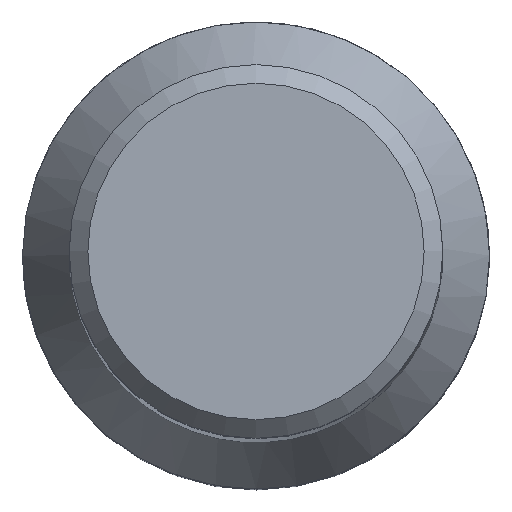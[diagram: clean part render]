
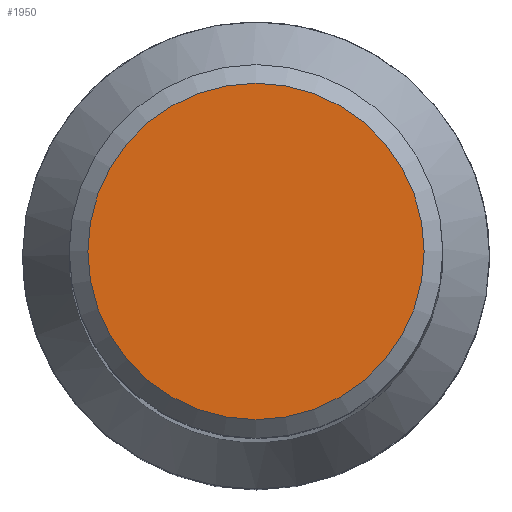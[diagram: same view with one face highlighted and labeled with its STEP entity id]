
A CAD part, top view. The second image highlights one B-rep face of the part: STEP entity #1950.
In plain terms, the highlighted free-form (B-spline) face has degree [1, 1] with [2, 2] control points.
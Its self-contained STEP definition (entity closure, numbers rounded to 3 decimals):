
#1480 = CARTESIAN_POINT ('', (-7.2, 0., 0.));
#1490 = VERTEX_POINT ('', #1480);
#1560 = CARTESIAN_POINT ('', (0., 0., 0.));
#1570 = DIRECTION ('', (0., 0., -1.));
#1580 = DIRECTION ('', (-1., 0., 0.));
#1590 = AXIS2_PLACEMENT_3D ('', #1560, #1570, #1580);
#1600 = CIRCLE ('', #1590, 7.2);
#1610 = EDGE_CURVE ('', #1490, #1490, #1600, .T.);
#1870 = ORIENTED_EDGE ('', *, *, #1610, .F.);
#1880 = EDGE_LOOP ('', (#1870));
#1890 = FACE_OUTER_BOUND ('', #1880, .T.);
#1900 = CARTESIAN_POINT ('', (7.2, -7.2, 0.));
#1910 = CARTESIAN_POINT ('', (-7.2, -7.2, 0.));
#1920 = CARTESIAN_POINT ('', (7.2, 7.2, 0.));
#1930 = CARTESIAN_POINT ('', (-7.2, 7.2, 0.));
#1940 = B_SPLINE_SURFACE_WITH_KNOTS ('', 1, 1, ((#1900, #1910), (#1920, #1930)), .UNSPECIFIED., .F., .F., .U., (2, 2), (2, 2), (0.045, 0.955), (0.045, 0.955), .UNSPECIFIED.);
#1950 = ADVANCED_FACE ('', (#1890), #1940, .T.);
